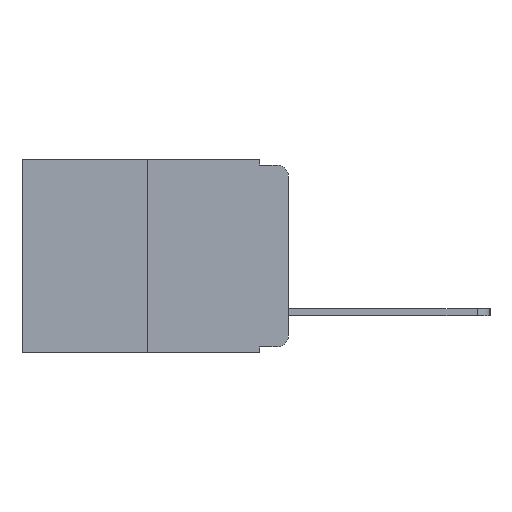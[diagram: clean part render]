
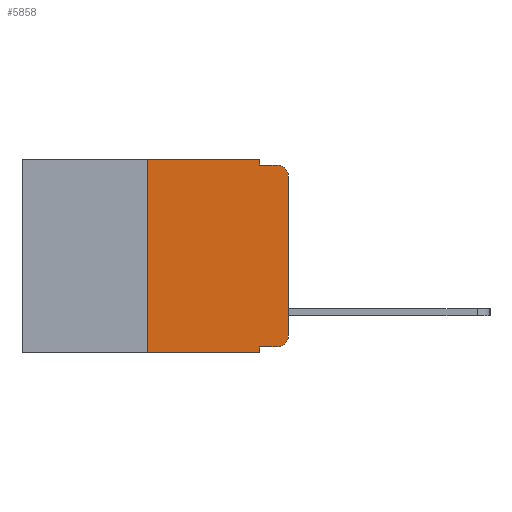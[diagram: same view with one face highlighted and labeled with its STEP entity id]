
A CAD part, left-side view. The second image highlights one B-rep face of the part: STEP entity #5858.
In plain terms, the highlighted planar face has unit normal (-1, 0, 0).
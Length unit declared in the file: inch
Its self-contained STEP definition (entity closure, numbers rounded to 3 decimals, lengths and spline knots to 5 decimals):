
#39 = LINE ( 'NONE', #8823, #4618 ) ;
#47 = ORIENTED_EDGE ( 'NONE', *, *, #2073, .F. ) ;
#117 = DIRECTION ( 'NONE',  ( 0., 0., -1. ) ) ;
#171 = ORIENTED_EDGE ( 'NONE', *, *, #3501, .F. ) ;
#211 = CARTESIAN_POINT ( 'NONE',  ( 0., 0., -0.03 ) ) ;
#221 = ORIENTED_EDGE ( 'NONE', *, *, #8917, .F. ) ;
#233 = ORIENTED_EDGE ( 'NONE', *, *, #6066, .T. ) ;
#295 = ORIENTED_EDGE ( 'NONE', *, *, #1129, .T. ) ;
#298 = LINE ( 'NONE', #710, #633 ) ;
#583 = EDGE_LOOP ( 'NONE', ( #295, #233, #221, #171, #47, #12477, #943, #855, #809, #734 ) ) ;
#606 = VERTEX_POINT ( 'NONE', #211 ) ;
#633 = VECTOR ( 'NONE', #7967, 39.37008 ) ;
#710 = CARTESIAN_POINT ( 'NONE',  ( 0., 0.051, -0.01 ) ) ;
#734 = ORIENTED_EDGE ( 'NONE', *, *, #5426, .T. ) ;
#809 = ORIENTED_EDGE ( 'NONE', *, *, #4968, .T. ) ;
#855 = ORIENTED_EDGE ( 'NONE', *, *, #6840, .F. ) ;
#932 = VERTEX_POINT ( 'NONE', #2311 ) ;
#938 = CARTESIAN_POINT ( 'NONE',  ( 0., 0.473, 0. ) ) ;
#943 = ORIENTED_EDGE ( 'NONE', *, *, #10466, .T. ) ;
#977 = CARTESIAN_POINT ( 'NONE',  ( 0., 0.25, 0. ) ) ;
#1053 = VERTEX_POINT ( 'NONE', #11076 ) ;
#1055 = VERTEX_POINT ( 'NONE', #2383 ) ;
#1071 = CARTESIAN_POINT ( 'NONE',  ( 0., 0., -0.313 ) ) ;
#1129 = EDGE_CURVE ( 'NONE', #3553, #606, #6666, .T. ) ;
#1438 = AXIS2_PLACEMENT_3D ( 'NONE', #4732, #8302, #4123 ) ;
#1476 = CARTESIAN_POINT ( 'NONE',  ( 0., 0.02, -0.03 ) ) ;
#2073 = EDGE_CURVE ( 'NONE', #932, #1053, #3369, .T. ) ;
#2084 = AXIS2_PLACEMENT_3D ( 'NONE', #9570, #8853, #8706 ) ;
#2311 = CARTESIAN_POINT ( 'NONE',  ( 0., 0.25, 0. ) ) ;
#2383 = CARTESIAN_POINT ( 'NONE',  ( 0., 0.051, -0.333 ) ) ;
#2396 = DIRECTION ( 'NONE',  ( 0., 0., 1. ) ) ;
#2742 = VERTEX_POINT ( 'NONE', #5721 ) ;
#3096 = CARTESIAN_POINT ( 'NONE',  ( 0., 0.051, -0.333 ) ) ;
#3369 = LINE ( 'NONE', #938, #11209 ) ;
#3433 = VECTOR ( 'NONE', #9127, 39.37008 ) ;
#3501 = EDGE_CURVE ( 'NONE', #1053, #8594, #39, .T. ) ;
#3553 = VERTEX_POINT ( 'NONE', #1071 ) ;
#3630 = VERTEX_POINT ( 'NONE', #6517 ) ;
#3705 = CARTESIAN_POINT ( 'NONE',  ( 0., 0.02, -0.01 ) ) ;
#3856 = VECTOR ( 'NONE', #2396, 39.37008 ) ;
#3896 = CIRCLE ( 'NONE', #6793, 0.02 ) ;
#3905 = DIRECTION ( 'NONE',  ( 0., -1., 0. ) ) ;
#4010 = VECTOR ( 'NONE', #9832, 39.37008 ) ;
#4117 = VECTOR ( 'NONE', #10901, 39.37008 ) ;
#4123 = DIRECTION ( 'NONE',  ( 0., 0., -1. ) ) ;
#4443 = LINE ( 'NONE', #5088, #4117 ) ;
#4618 = VECTOR ( 'NONE', #117, 39.37008 ) ;
#4732 = CARTESIAN_POINT ( 'NONE',  ( 0., 0.473, 0. ) ) ;
#4776 = CARTESIAN_POINT ( 'NONE',  ( 0., 0., 0. ) ) ;
#4919 = CARTESIAN_POINT ( 'NONE',  ( 0., 0.473, -0.343 ) ) ;
#4968 = EDGE_CURVE ( 'NONE', #1055, #2742, #10260, .T. ) ;
#5079 = VECTOR ( 'NONE', #6112, 39.37008 ) ;
#5088 = CARTESIAN_POINT ( 'NONE',  ( 0., 0.051, 0. ) ) ;
#5426 = EDGE_CURVE ( 'NONE', #2742, #3553, #7820, .T. ) ;
#5721 = CARTESIAN_POINT ( 'NONE',  ( 0., 0.02, -0.333 ) ) ;
#5858 = ADVANCED_FACE ( 'NONE', ( #9364 ), #6618, .F. ) ;
#6066 = EDGE_CURVE ( 'NONE', #606, #11944, #3896, .T. ) ;
#6112 = DIRECTION ( 'NONE',  ( 0., -1., 0. ) ) ;
#6242 = LINE ( 'NONE', #977, #3433 ) ;
#6517 = CARTESIAN_POINT ( 'NONE',  ( 0., 0.25, -0.343 ) ) ;
#6618 = PLANE ( 'NONE',  #1438 ) ;
#6621 = CARTESIAN_POINT ( 'NONE',  ( 0., 0.051, -0.01 ) ) ;
#6666 = LINE ( 'NONE', #4776, #3856 ) ;
#6793 = AXIS2_PLACEMENT_3D ( 'NONE', #1476, #8221, #6863 ) ;
#6817 = LINE ( 'NONE', #4919, #4010 ) ;
#6840 = EDGE_CURVE ( 'NONE', #1055, #6849, #4443, .T. ) ;
#6849 = VERTEX_POINT ( 'NONE', #8157 ) ;
#6863 = DIRECTION ( 'NONE',  ( 0., 0., -1. ) ) ;
#7820 = CIRCLE ( 'NONE', #2084, 0.02 ) ;
#7967 = DIRECTION ( 'NONE',  ( 0., -1., 0. ) ) ;
#8157 = CARTESIAN_POINT ( 'NONE',  ( 0., 0.051, -0.343 ) ) ;
#8221 = DIRECTION ( 'NONE',  ( -1., 0., 0. ) ) ;
#8302 = DIRECTION ( 'NONE',  ( 1., 0., 0. ) ) ;
#8364 = EDGE_CURVE ( 'NONE', #3630, #932, #6242, .T. ) ;
#8594 = VERTEX_POINT ( 'NONE', #6621 ) ;
#8706 = DIRECTION ( 'NONE',  ( 0., 0., -1. ) ) ;
#8823 = CARTESIAN_POINT ( 'NONE',  ( 0., 0.051, 0. ) ) ;
#8853 = DIRECTION ( 'NONE',  ( -1., 0., 0. ) ) ;
#8917 = EDGE_CURVE ( 'NONE', #8594, #11944, #298, .T. ) ;
#9127 = DIRECTION ( 'NONE',  ( 0., 0., 1. ) ) ;
#9364 = FACE_OUTER_BOUND ( 'NONE', #583, .T. ) ;
#9570 = CARTESIAN_POINT ( 'NONE',  ( 0., 0.02, -0.313 ) ) ;
#9832 = DIRECTION ( 'NONE',  ( 0., -1., 0. ) ) ;
#10260 = LINE ( 'NONE', #3096, #5079 ) ;
#10466 = EDGE_CURVE ( 'NONE', #3630, #6849, #6817, .T. ) ;
#10901 = DIRECTION ( 'NONE',  ( 0., 0., -1. ) ) ;
#11076 = CARTESIAN_POINT ( 'NONE',  ( 0., 0.051, 0. ) ) ;
#11209 = VECTOR ( 'NONE', #3905, 39.37008 ) ;
#11944 = VERTEX_POINT ( 'NONE', #3705 ) ;
#12477 = ORIENTED_EDGE ( 'NONE', *, *, #8364, .F. ) ;
